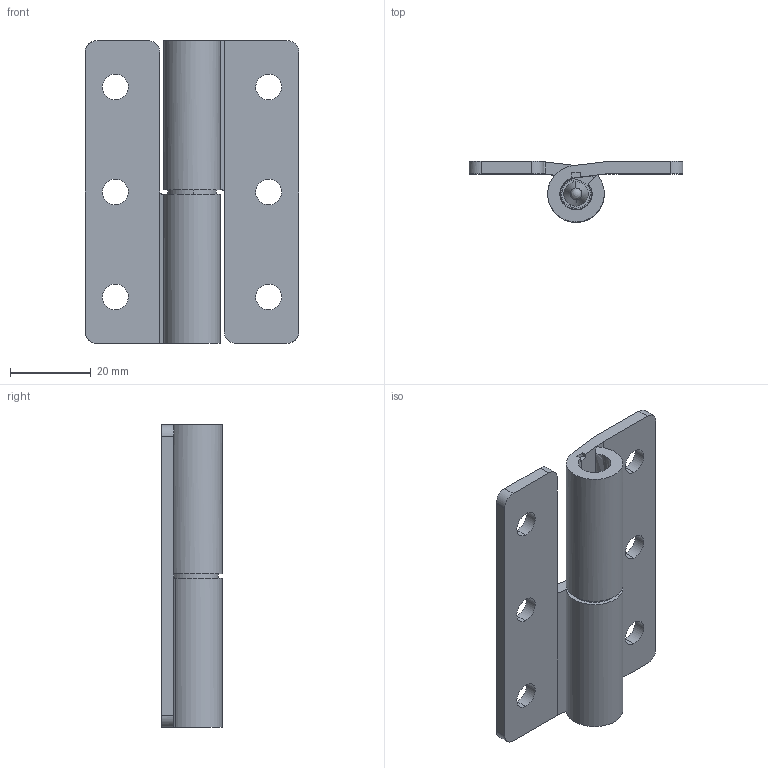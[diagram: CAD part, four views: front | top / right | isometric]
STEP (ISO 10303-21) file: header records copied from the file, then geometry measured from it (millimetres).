
FILE_DESCRIPTION((''),'2;1');
FILE_NAME('','2008-04-30T13:55:44',(''),(''),'','CADfix','');
FILE_SCHEMA(('AUTOMOTIVE_DESIGN { 1 0 10303 214 1 1 1 1 }'));
Length unit declared in the file: millimetre
Bounding box: 53 x 15 x 75 mm (x, y, z)
Volume: 18759.8 mm3; surface area: 14403.7 mm2
Topology: 4 solids, 4 shells, 71 faces, 222 edges, 160 vertices
Faces by surface type: bspline 71
Entity records: 2874 total; most frequent: CARTESIAN_POINT 1594, ORIENTED_EDGE 444, EDGE_CURVE 222, VERTEX_POINT 160, QUASI_UNIFORM_CURVE 104, EDGE_LOOP 86, FACE_OUTER_BOUND 71, ADVANCED_FACE 71
